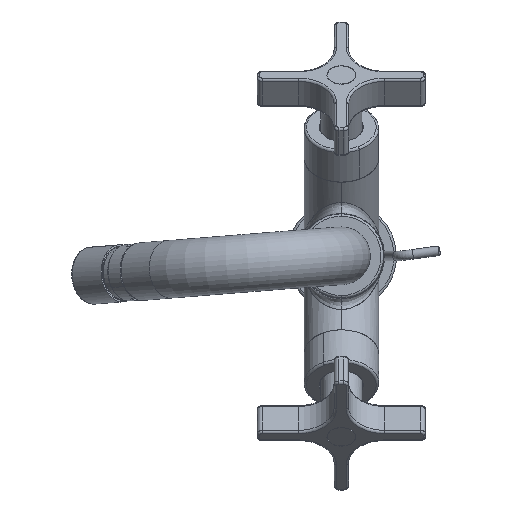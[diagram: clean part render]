
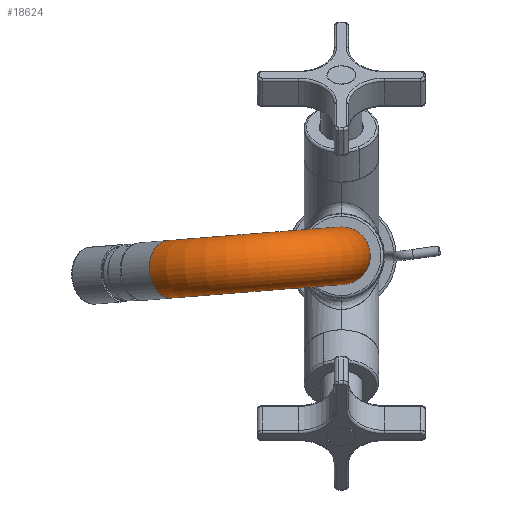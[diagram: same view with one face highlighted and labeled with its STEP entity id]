
A CAD part, top view. The second image highlights one B-rep face of the part: STEP entity #18624.
In plain terms, the highlighted toroidal (fillet/blend) face has major radius 42 mm and minor radius 12 mm.
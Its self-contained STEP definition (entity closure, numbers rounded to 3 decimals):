
#17953=CARTESIAN_POINT('Vertex',(-72.425,6.267,133.152)) ;
#17969=CARTESIAN_POINT('Vertex',(-70.519,-17.657,133.152)) ;
#18006=CARTESIAN_POINT('Control Point',(-70.519,-17.657,133.152)) ;
#18007=CARTESIAN_POINT('Control Point',(-73.176,-17.869,135.817)) ;
#18008=CARTESIAN_POINT('Control Point',(-75.953,-16.609,138.485)) ;
#18009=CARTESIAN_POINT('Control Point',(-78.291,-13.806,140.593)) ;
#18010=CARTESIAN_POINT('Control Point',(-79.631,-10.127,141.637)) ;
#18011=CARTESIAN_POINT('Control Point',(-79.93,-6.369,141.637)) ;
#18012=CARTESIAN_POINT('Vertex',(-79.93,-6.369,141.637)) ;
#18016=CARTESIAN_POINT('Control Point',(-79.93,-6.369,141.637)) ;
#18017=CARTESIAN_POINT('Control Point',(-80.23,-2.611,141.637)) ;
#18018=CARTESIAN_POINT('Control Point',(-79.489,1.233,140.593)) ;
#18019=CARTESIAN_POINT('Control Point',(-77.625,4.372,138.485)) ;
#18020=CARTESIAN_POINT('Control Point',(-75.082,6.055,135.817)) ;
#18021=CARTESIAN_POINT('Control Point',(-72.425,6.267,133.152)) ;
#18524=CARTESIAN_POINT('Vertex',(-0.953,11.962,103.453)) ;
#18531=CARTESIAN_POINT('Vertex',(0.953,-11.962,103.453)) ;
#18556=CARTESIAN_POINT('Control Point',(11.962,0.953,103.453)) ;
#18557=CARTESIAN_POINT('Control Point',(11.663,4.711,103.453)) ;
#18558=CARTESIAN_POINT('Control Point',(9.891,8.355,103.453)) ;
#18559=CARTESIAN_POINT('Control Point',(6.684,11.09,103.453)) ;
#18560=CARTESIAN_POINT('Control Point',(2.805,12.262,103.453)) ;
#18561=CARTESIAN_POINT('Control Point',(-0.953,11.962,103.453)) ;
#18562=CARTESIAN_POINT('Vertex',(11.962,0.953,103.453)) ;
#18566=CARTESIAN_POINT('Control Point',(0.953,-11.962,103.453)) ;
#18567=CARTESIAN_POINT('Control Point',(4.711,-11.663,103.453)) ;
#18568=CARTESIAN_POINT('Control Point',(8.355,-9.891,103.453)) ;
#18569=CARTESIAN_POINT('Control Point',(11.09,-6.684,103.453)) ;
#18570=CARTESIAN_POINT('Control Point',(12.262,-2.805,103.453)) ;
#18571=CARTESIAN_POINT('Control Point',(11.962,0.953,103.453)) ;
#18601=CARTESIAN_POINT('Axis2P3D Location',(-41.867,-3.336,103.453)) ;
#18606=CARTESIAN_POINT('Axis2P3D Location',(-40.914,-15.298,103.453)) ;
#18611=CARTESIAN_POINT('Axis2P3D Location',(-42.82,8.626,103.453)) ;
#18602=DIRECTION('Axis2P3D Direction',(-0.079,0.997,0.)) ;
#18603=DIRECTION('Axis2P3D XDirection',(-0.705,-0.056,0.707)) ;
#18607=DIRECTION('Axis2P3D Direction',(-0.079,0.997,0.)) ;
#18612=DIRECTION('Axis2P3D Direction',(-0.079,0.997,0.)) ;
#18604=AXIS2_PLACEMENT_3D('Torus Axis2P3D',#18601,#18602,#18603) ;
#18608=AXIS2_PLACEMENT_3D('Circle Axis2P3D',#18606,#18607,$) ;
#18613=AXIS2_PLACEMENT_3D('Circle Axis2P3D',#18611,#18612,$) ;
#18609=CIRCLE('generated circle',#18608,42.) ;
#18614=CIRCLE('generated circle',#18613,42.) ;
#18605=TOROIDAL_SURFACE('homeo Torus',#18604,42.,12.) ;
#18014=EDGE_CURVE('',#17970,#18013,#18005,.T.) ;
#18022=EDGE_CURVE('',#18013,#17954,#18015,.T.) ;
#18564=EDGE_CURVE('',#18563,#18525,#18555,.T.) ;
#18572=EDGE_CURVE('',#18532,#18563,#18565,.T.) ;
#18610=EDGE_CURVE('',#17970,#18532,#18609,.T.) ;
#18615=EDGE_CURVE('',#17954,#18525,#18614,.T.) ;
#18617=ORIENTED_EDGE('',*,*,#18014,.F.) ;
#18618=ORIENTED_EDGE('',*,*,#18610,.T.) ;
#18619=ORIENTED_EDGE('',*,*,#18572,.T.) ;
#18620=ORIENTED_EDGE('',*,*,#18564,.T.) ;
#18621=ORIENTED_EDGE('',*,*,#18615,.F.) ;
#18622=ORIENTED_EDGE('',*,*,#18022,.F.) ;
#18616=EDGE_LOOP('',(#18617,#18618,#18619,#18620,#18621,#18622)) ;
#17954=VERTEX_POINT('',#17953) ;
#17970=VERTEX_POINT('',#17969) ;
#18013=VERTEX_POINT('',#18012) ;
#18525=VERTEX_POINT('',#18524) ;
#18532=VERTEX_POINT('',#18531) ;
#18563=VERTEX_POINT('',#18562) ;
#18624=ADVANCED_FACE('GL00055.1\\BA00055.1\\P42193.1\\PartBody',(#18623),#18605,.T.) ;
#18005=B_SPLINE_CURVE_WITH_KNOTS('',5,(#18006,#18007,#18008,#18009,#18010,#18011),.UNSPECIFIED.,.F.,.U.,(6,6),(-18.85,0.),.UNSPECIFIED.) ;
#18015=B_SPLINE_CURVE_WITH_KNOTS('',5,(#18016,#18017,#18018,#18019,#18020,#18021),.UNSPECIFIED.,.F.,.U.,(6,6),(0.,18.85),.UNSPECIFIED.) ;
#18555=B_SPLINE_CURVE_WITH_KNOTS('',5,(#18556,#18557,#18558,#18559,#18560,#18561),.UNSPECIFIED.,.F.,.U.,(6,6),(0.,18.85),.UNSPECIFIED.) ;
#18565=B_SPLINE_CURVE_WITH_KNOTS('',5,(#18566,#18567,#18568,#18569,#18570,#18571),.UNSPECIFIED.,.F.,.U.,(6,6),(-18.85,0.),.UNSPECIFIED.) ;
#18623=FACE_OUTER_BOUND('',#18616,.T.) ;
